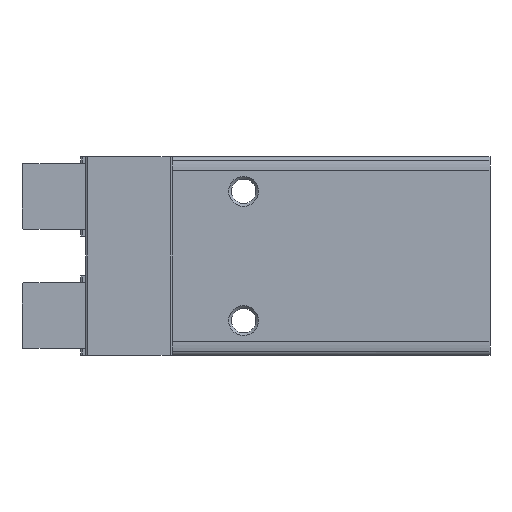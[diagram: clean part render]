
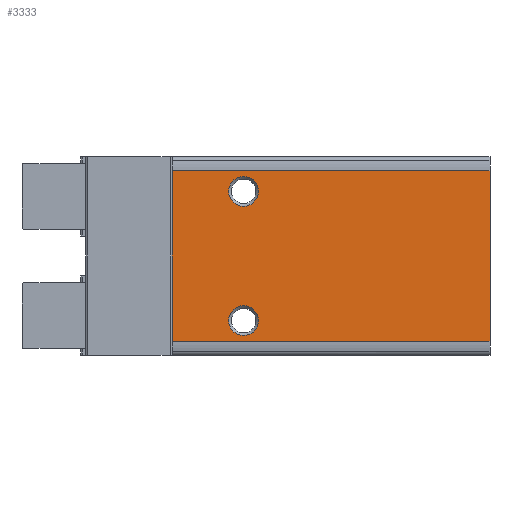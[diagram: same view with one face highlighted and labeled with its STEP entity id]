
A CAD part, left-side view. The second image highlights one B-rep face of the part: STEP entity #3333.
In plain terms, the highlighted face is planar.
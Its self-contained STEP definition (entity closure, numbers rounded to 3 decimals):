
#71=PLANE('',#3623);
#209=LINE('',#5228,#509);
#211=LINE('',#5240,#511);
#212=LINE('',#5248,#512);
#213=LINE('',#5250,#513);
#509=VECTOR('',#4103,1000.);
#511=VECTOR('',#4117,1000.);
#512=VECTOR('',#4126,1000.);
#513=VECTOR('',#4127,1000.);
#869=ORIENTED_EDGE('',*,*,#1837,.F.);
#870=ORIENTED_EDGE('',*,*,#1838,.F.);
#871=ORIENTED_EDGE('',*,*,#1829,.T.);
#872=ORIENTED_EDGE('',*,*,#1839,.F.);
#873=ORIENTED_EDGE('',*,*,#1840,.F.);
#874=ORIENTED_EDGE('',*,*,#1835,.T.);
#1829=EDGE_CURVE('',#2314,#2313,#209,.T.);
#1835=EDGE_CURVE('',#2318,#2314,#211,.T.);
#1837=EDGE_CURVE('',#2319,#2319,#2612,.T.);
#1838=EDGE_CURVE('',#2320,#2320,#2613,.T.);
#1839=EDGE_CURVE('',#2321,#2313,#212,.T.);
#1840=EDGE_CURVE('',#2318,#2321,#213,.T.);
#2313=VERTEX_POINT('',#5227);
#2314=VERTEX_POINT('',#5229);
#2318=VERTEX_POINT('',#5241);
#2319=VERTEX_POINT('',#5245);
#2320=VERTEX_POINT('',#5247);
#2321=VERTEX_POINT('',#5249);
#2612=CIRCLE('',#3624,1.5);
#2613=CIRCLE('',#3625,1.5);
#2761=EDGE_LOOP('',(#869));
#2762=EDGE_LOOP('',(#870));
#2763=EDGE_LOOP('',(#871,#872,#873,#874));
#3009=FACE_BOUND('',#2761,.T.);
#3010=FACE_BOUND('',#2762,.T.);
#3011=FACE_BOUND('',#2763,.T.);
#3333=ADVANCED_FACE('',(#3009,#3010,#3011),#71,.F.);
#3623=AXIS2_PLACEMENT_3D('',#5243,#4120,#4121);
#3624=AXIS2_PLACEMENT_3D('',#5244,#4122,#4123);
#3625=AXIS2_PLACEMENT_3D('',#5246,#4124,#4125);
#4103=DIRECTION('',(1.,0.,0.));
#4117=DIRECTION('',(0.,-1.,0.));
#4120=DIRECTION('',(0.,0.,-1.));
#4121=DIRECTION('',(-1.,0.,0.));
#4122=DIRECTION('',(0.,0.,1.));
#4123=DIRECTION('',(1.,0.,0.));
#4124=DIRECTION('',(0.,0.,1.));
#4125=DIRECTION('',(1.,0.,0.));
#4126=DIRECTION('',(0.,-1.,0.));
#4127=DIRECTION('',(1.,0.,0.));
#5227=CARTESIAN_POINT('',(8.6,0.,5.));
#5228=CARTESIAN_POINT('',(-8.6,0.,5.));
#5229=CARTESIAN_POINT('',(-8.6,0.,5.));
#5240=CARTESIAN_POINT('',(-8.6,32.,5.));
#5241=CARTESIAN_POINT('',(-8.6,32.,5.));
#5243=CARTESIAN_POINT('',(-8.6,32.,5.));
#5244=CARTESIAN_POINT('',(-6.5,24.8,5.));
#5245=CARTESIAN_POINT('',(-5.,24.8,5.));
#5246=CARTESIAN_POINT('',(6.5,24.8,5.));
#5247=CARTESIAN_POINT('',(8.,24.8,5.));
#5248=CARTESIAN_POINT('',(8.6,32.,5.));
#5249=CARTESIAN_POINT('',(8.6,32.,5.));
#5250=CARTESIAN_POINT('',(-8.6,32.,5.));
